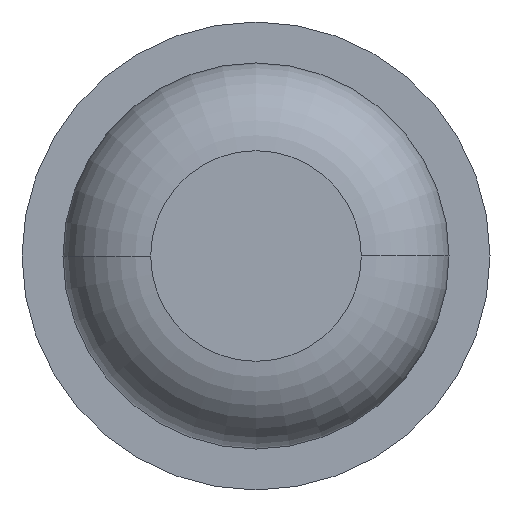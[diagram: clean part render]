
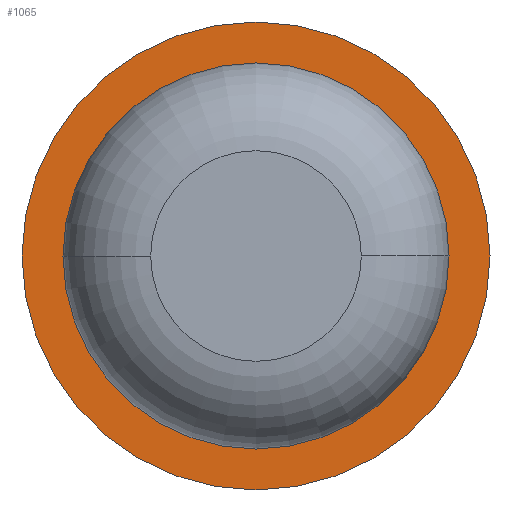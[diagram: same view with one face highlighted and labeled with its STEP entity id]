
A CAD part, front view. The second image highlights one B-rep face of the part: STEP entity #1065.
In plain terms, the highlighted planar face has unit normal (0, -1, 0).
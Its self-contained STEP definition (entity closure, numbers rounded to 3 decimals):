
#24 = FACE_OUTER_BOUND ( 'NONE', #758, .T. ) ;
#184 = DIRECTION ( 'NONE',  ( -1., 0., 0. ) ) ;
#212 = CIRCLE ( 'NONE', #2610, 0.825 ) ;
#260 = EDGE_LOOP ( 'NONE', ( #1527, #771 ) ) ;
#437 = CIRCLE ( 'NONE', #4318, 1. ) ;
#503 = DIRECTION ( 'NONE',  ( 0., 1., 0. ) ) ;
#539 = CIRCLE ( 'NONE', #2163, 0.825 ) ;
#758 = EDGE_LOOP ( 'NONE', ( #4631, #1718 ) ) ;
#771 = ORIENTED_EDGE ( 'NONE', *, *, #4505, .T. ) ;
#1065 = ADVANCED_FACE ( 'Defeature ausgef�hrt3_5', ( #24, #2257 ), #4104, .F. ) ;
#1189 = DIRECTION ( 'NONE',  ( 0., 1., 0. ) ) ;
#1191 = AXIS2_PLACEMENT_3D ( 'NONE', #1307, #2664, #184 ) ;
#1307 = CARTESIAN_POINT ( 'NONE',  ( 0., -6., 0. ) ) ;
#1443 = CARTESIAN_POINT ( 'NONE',  ( 0.825, -6., 0. ) ) ;
#1511 = CARTESIAN_POINT ( 'NONE',  ( 0., -6., 0. ) ) ;
#1527 = ORIENTED_EDGE ( 'NONE', *, *, #4000, .T. ) ;
#1543 = DIRECTION ( 'NONE',  ( -1., 0., 0. ) ) ;
#1548 = DIRECTION ( 'NONE',  ( -1., 0., 0. ) ) ;
#1584 = CARTESIAN_POINT ( 'NONE',  ( 0.825, -6., 0. ) ) ;
#1718 = ORIENTED_EDGE ( 'NONE', *, *, #4251, .F. ) ;
#1730 = VERTEX_POINT ( 'NONE', #3605 ) ;
#2055 = EDGE_CURVE ( 'Defeature ausgef�hrt3_6+Defeature ausgef�hrt3_5+Defeature ausgef�hrt3_5+Defeature ausgef�hrt3_5', #1730, #2928, #3324, .T. ) ;
#2163 = AXIS2_PLACEMENT_3D ( 'NONE', #3357, #1189, #1543 ) ;
#2181 = CARTESIAN_POINT ( 'NONE',  ( -0.825, -6., 0. ) ) ;
#2257 = FACE_BOUND ( 'NONE', #260, .T. ) ;
#2286 = CARTESIAN_POINT ( 'NONE',  ( 0., -6., 0. ) ) ;
#2303 = DIRECTION ( 'NONE',  ( 0., 1., 0. ) ) ;
#2610 = AXIS2_PLACEMENT_3D ( 'NONE', #1511, #2856, #3678 ) ;
#2625 = CARTESIAN_POINT ( 'NONE',  ( 1., -6., 0. ) ) ;
#2655 = AXIS2_PLACEMENT_3D ( 'NONE', #1584, #2303, #2686 ) ;
#2664 = DIRECTION ( 'NONE',  ( 0., 1., 0. ) ) ;
#2686 = DIRECTION ( 'NONE',  ( -1., 0., 0. ) ) ;
#2835 = VERTEX_POINT ( 'NONE', #2181 ) ;
#2856 = DIRECTION ( 'NONE',  ( 0., 1., 0. ) ) ;
#2928 = VERTEX_POINT ( 'NONE', #2625 ) ;
#3324 = CIRCLE ( 'NONE', #1191, 1. ) ;
#3357 = CARTESIAN_POINT ( 'NONE',  ( 0., -6., 0. ) ) ;
#3605 = CARTESIAN_POINT ( 'NONE',  ( -1., -6., 0. ) ) ;
#3678 = DIRECTION ( 'NONE',  ( -1., 0., 0. ) ) ;
#3965 = VERTEX_POINT ( 'NONE', #1443 ) ;
#4000 = EDGE_CURVE ( 'Defeature ausgef�hrt3_5+Defeature ausgef�hrt3_0+Defeature ausgef�hrt3_0+Defeature ausgef�hrt3_0', #2835, #3965, #539, .T. ) ;
#4104 = PLANE ( 'NONE',  #2655 ) ;
#4251 = EDGE_CURVE ( 'Defeature ausgef�hrt3_6+Defeature ausgef�hrt3_5+Defeature ausgef�hrt3_5+Defeature ausgef�hrt3_5', #2928, #1730, #437, .T. ) ;
#4318 = AXIS2_PLACEMENT_3D ( 'NONE', #2286, #503, #1548 ) ;
#4505 = EDGE_CURVE ( 'Defeature ausgef�hrt3_5+Defeature ausgef�hrt3_0+Defeature ausgef�hrt3_0+Defeature ausgef�hrt3_0', #3965, #2835, #212, .T. ) ;
#4631 = ORIENTED_EDGE ( 'NONE', *, *, #2055, .F. ) ;
